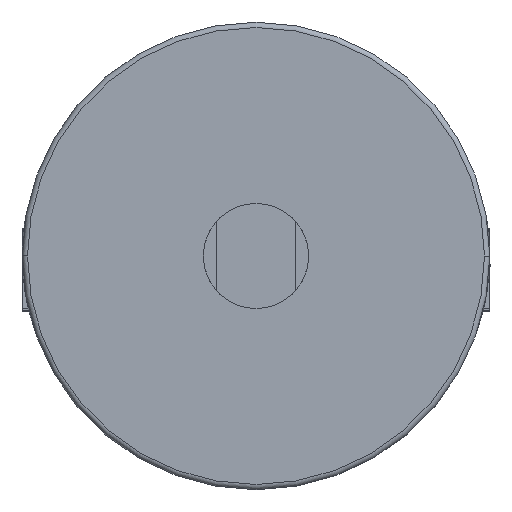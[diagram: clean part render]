
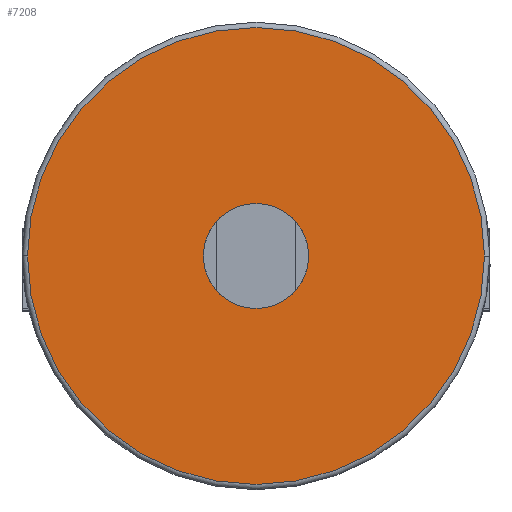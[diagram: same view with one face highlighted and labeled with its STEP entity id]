
A CAD part, left-side view. The second image highlights one B-rep face of the part: STEP entity #7208.
In plain terms, the highlighted planar face has unit normal (-1, 0, 0).
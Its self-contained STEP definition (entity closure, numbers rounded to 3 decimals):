
#54 = EDGE_CURVE ( 'NONE', #7874, #12676, #2060, .T. ) ;
#366 = ORIENTED_EDGE ( 'NONE', *, *, #6956, .T. ) ;
#777 = DIRECTION ( 'NONE',  ( 0., -1., 0. ) ) ;
#898 = CIRCLE ( 'NONE', #1203, 10. ) ;
#1203 = AXIS2_PLACEMENT_3D ( 'NONE', #10019, #2655, #11241 ) ;
#1286 = FACE_OUTER_BOUND ( 'NONE', #14626, .T. ) ;
#2021 = AXIS2_PLACEMENT_3D ( 'NONE', #14756, #9916, #2546 ) ;
#2060 = CIRCLE ( 'NONE', #8619, 10. ) ;
#2327 = DIRECTION ( 'NONE',  ( 0., 0., 1. ) ) ;
#2546 = DIRECTION ( 'NONE',  ( 0., -1., 0. ) ) ;
#2655 = DIRECTION ( 'NONE',  ( -1., 0., 0. ) ) ;
#3536 = CARTESIAN_POINT ( 'NONE',  ( -190., 0., -10. ) ) ;
#3657 = CARTESIAN_POINT ( 'NONE',  ( -190., 0., 10. ) ) ;
#4418 = EDGE_LOOP ( 'NONE', ( #5650, #9276 ) ) ;
#4724 = VERTEX_POINT ( 'NONE', #10487 ) ;
#4930 = AXIS2_PLACEMENT_3D ( 'NONE', #15512, #8162, #777 ) ;
#5630 = CARTESIAN_POINT ( 'NONE',  ( -190., 0., 0. ) ) ;
#5650 = ORIENTED_EDGE ( 'NONE', *, *, #54, .F. ) ;
#6145 = VERTEX_POINT ( 'NONE', #15291 ) ;
#6870 = DIRECTION ( 'NONE',  ( 0., -1., 0. ) ) ;
#6932 = CARTESIAN_POINT ( 'NONE',  ( -190., 0., 0. ) ) ;
#6956 = EDGE_CURVE ( 'NONE', #4724, #6145, #9766, .T. ) ;
#7208 = ADVANCED_FACE ( 'NONE', ( #1286, #13936 ), #14806, .T. ) ;
#7271 = EDGE_CURVE ( 'NONE', #12676, #7874, #898, .T. ) ;
#7427 = ORIENTED_EDGE ( 'NONE', *, *, #10852, .T. ) ;
#7874 = VERTEX_POINT ( 'NONE', #3536 ) ;
#8162 = DIRECTION ( 'NONE',  ( -1., 0., 0. ) ) ;
#8619 = AXIS2_PLACEMENT_3D ( 'NONE', #6932, #12066, #2327 ) ;
#8925 = AXIS2_PLACEMENT_3D ( 'NONE', #5630, #14205, #6870 ) ;
#9276 = ORIENTED_EDGE ( 'NONE', *, *, #7271, .F. ) ;
#9766 = CIRCLE ( 'NONE', #8925, 43.5 ) ;
#9916 = DIRECTION ( 'NONE',  ( -1., 0., 0. ) ) ;
#10019 = CARTESIAN_POINT ( 'NONE',  ( -190., 0., 0. ) ) ;
#10487 = CARTESIAN_POINT ( 'NONE',  ( -190., -43.5, 0. ) ) ;
#10702 = CIRCLE ( 'NONE', #4930, 43.5 ) ;
#10852 = EDGE_CURVE ( 'NONE', #6145, #4724, #10702, .T. ) ;
#11241 = DIRECTION ( 'NONE',  ( 0., 0., 1. ) ) ;
#12066 = DIRECTION ( 'NONE',  ( -1., 0., 0. ) ) ;
#12676 = VERTEX_POINT ( 'NONE', #3657 ) ;
#13936 = FACE_BOUND ( 'NONE', #4418, .T. ) ;
#14205 = DIRECTION ( 'NONE',  ( -1., 0., 0. ) ) ;
#14626 = EDGE_LOOP ( 'NONE', ( #366, #7427 ) ) ;
#14756 = CARTESIAN_POINT ( 'NONE',  ( -190., 44.5, 0. ) ) ;
#14806 = PLANE ( 'NONE',  #2021 ) ;
#15291 = CARTESIAN_POINT ( 'NONE',  ( -190., 43.5, 0. ) ) ;
#15512 = CARTESIAN_POINT ( 'NONE',  ( -190., 0., 0. ) ) ;
